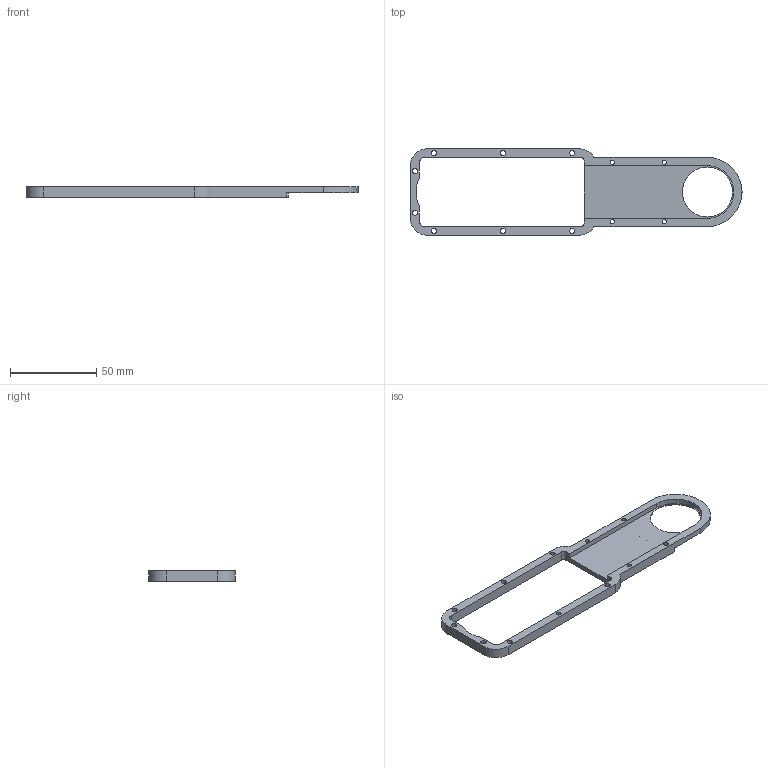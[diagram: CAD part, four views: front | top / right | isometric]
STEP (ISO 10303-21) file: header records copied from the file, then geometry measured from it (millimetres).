
FILE_DESCRIPTION (( 'STEP AP214' ), '1' );
FILE_NAME ('J5 Side Plate.STEP', '2024-03-16T02:24:15', ( '' ), ( '' ), 'SwSTEP 2.0', 'SolidWorks 2022', '' );
FILE_SCHEMA (( 'AUTOMOTIVE_DESIGN' ));
Length unit declared in the file: millimetre
Products named in the file (1): J5 Side Plate
Bounding box: 192 x 50 x 6 mm (x, y, z)
Volume: 15595.3 mm3; surface area: 13208.4 mm2
Topology: 1 solids, 1 shells, 43 faces, 124 edges, 83 vertices
Faces by surface type: cylinder 27, plane 16
Full cylindrical faces by diameter (mm): 2.5 x4, 3 x8, 29 x1
Entity records: 1456 total; most frequent: DIRECTION 252, CARTESIAN_POINT 236, ORIENTED_EDGE 220, EDGE_CURVE 110, AXIS2_PLACEMENT_3D 98, EDGE_LOOP 84, VERTEX_POINT 82, LINE 56
